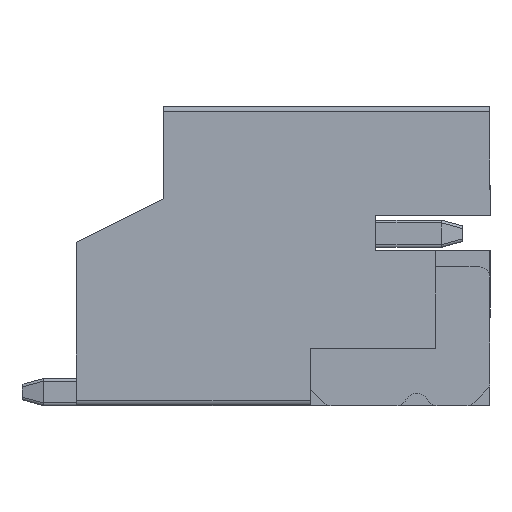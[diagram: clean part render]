
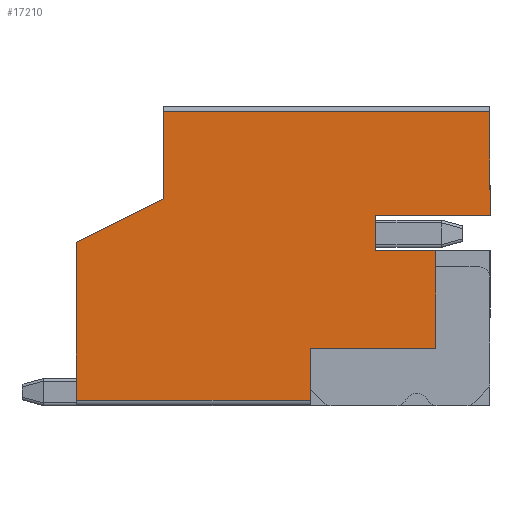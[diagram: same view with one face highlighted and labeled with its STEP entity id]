
A CAD part, left-side view. The second image highlights one B-rep face of the part: STEP entity #17210.
In plain terms, the highlighted planar face has unit normal (-1, 0, 0).
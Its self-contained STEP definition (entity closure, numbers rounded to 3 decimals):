
#393 = CARTESIAN_POINT ( 'NONE',  ( -4.95, 0.45, 2.85 ) ) ;
#432 = VECTOR ( 'NONE', #4783, 1000. ) ;
#970 = DIRECTION ( 'NONE',  ( 0., -0.894, 0.447 ) ) ;
#1292 = ORIENTED_EDGE ( 'NONE', *, *, #2452, .F. ) ;
#1306 = VERTEX_POINT ( 'NONE', #14346 ) ;
#1320 = EDGE_CURVE ( 'NONE', #20012, #18174, #19393, .T. ) ;
#1375 = EDGE_CURVE ( 'NONE', #8896, #5093, #2192, .T. ) ;
#1540 = CARTESIAN_POINT ( 'NONE',  ( -4.95, -0.65, 2.85 ) ) ;
#1594 = ORIENTED_EDGE ( 'NONE', *, *, #6726, .T. ) ;
#1617 = VERTEX_POINT ( 'NONE', #11261 ) ;
#1914 = ORIENTED_EDGE ( 'NONE', *, *, #21033, .F. ) ;
#2192 = LINE ( 'NONE', #5729, #7633 ) ;
#2304 = DIRECTION ( 'NONE',  ( 0., 1., 0. ) ) ;
#2411 = DIRECTION ( 'NONE',  ( 0., -1., 0. ) ) ;
#2452 = EDGE_CURVE ( 'NONE', #8896, #1617, #4029, .T. ) ;
#2617 = VERTEX_POINT ( 'NONE', #16704 ) ;
#2945 = CARTESIAN_POINT ( 'NONE',  ( -4.95, 4.35, 5.4 ) ) ;
#3017 = DIRECTION ( 'NONE',  ( 1., 0., 0. ) ) ;
#3174 = DIRECTION ( 'NONE',  ( 0., 0., -1. ) ) ;
#4029 = LINE ( 'NONE', #9353, #19354 ) ;
#4133 = DIRECTION ( 'NONE',  ( 0., 0., -1. ) ) ;
#4268 = VECTOR ( 'NONE', #12721, 1000. ) ;
#4783 = DIRECTION ( 'NONE',  ( 0., 0., -1. ) ) ;
#4952 = EDGE_CURVE ( 'NONE', #20012, #8892, #10659, .T. ) ;
#5004 = FACE_OUTER_BOUND ( 'NONE', #20443, .T. ) ;
#5093 = VERTEX_POINT ( 'NONE', #393 ) ;
#5112 = DIRECTION ( 'NONE',  ( 0., -1., 0. ) ) ;
#5332 = VECTOR ( 'NONE', #9432, 1000. ) ;
#5729 = CARTESIAN_POINT ( 'NONE',  ( -4.95, 0.45, 2.85 ) ) ;
#6130 = VECTOR ( 'NONE', #18407, 1000. ) ;
#6329 = CARTESIAN_POINT ( 'NONE',  ( -4.95, 0.45, 3.5 ) ) ;
#6379 = LINE ( 'NONE', #15699, #10361 ) ;
#6697 = ORIENTED_EDGE ( 'NONE', *, *, #8780, .F. ) ;
#6726 = EDGE_CURVE ( 'NONE', #20459, #7947, #11165, .T. ) ;
#6949 = CARTESIAN_POINT ( 'NONE',  ( -4.95, -1.65, 5.5 ) ) ;
#7449 = DIRECTION ( 'NONE',  ( 0., -1., 0. ) ) ;
#7633 = VECTOR ( 'NONE', #2304, 1000. ) ;
#7947 = VERTEX_POINT ( 'NONE', #10179 ) ;
#8780 = EDGE_CURVE ( 'NONE', #18174, #18100, #6379, .T. ) ;
#8892 = VERTEX_POINT ( 'NONE', #12294 ) ;
#8896 = VERTEX_POINT ( 'NONE', #1540 ) ;
#9353 = CARTESIAN_POINT ( 'NONE',  ( -4.95, -0.65, 2.85 ) ) ;
#9432 = DIRECTION ( 'NONE',  ( 0., 0., -1. ) ) ;
#9571 = CARTESIAN_POINT ( 'NONE',  ( -4.95, 5.95, 0.1 ) ) ;
#9865 = EDGE_CURVE ( 'NONE', #1306, #7947, #21027, .T. ) ;
#10179 = CARTESIAN_POINT ( 'NONE',  ( -4.95, -1.65, 3.5 ) ) ;
#10236 = ORIENTED_EDGE ( 'NONE', *, *, #17060, .T. ) ;
#10361 = VECTOR ( 'NONE', #970, 1000. ) ;
#10366 = ORIENTED_EDGE ( 'NONE', *, *, #19146, .T. ) ;
#10659 = LINE ( 'NONE', #13855, #19921 ) ;
#10708 = EDGE_CURVE ( 'NONE', #19666, #18100, #19035, .T. ) ;
#11165 = LINE ( 'NONE', #20540, #22086 ) ;
#11261 = CARTESIAN_POINT ( 'NONE',  ( -4.95, -0.65, 1.05 ) ) ;
#11307 = CARTESIAN_POINT ( 'NONE',  ( -4.95, 1.65, 0. ) ) ;
#11917 = DIRECTION ( 'NONE',  ( 0., 1., 0. ) ) ;
#12215 = PLANE ( 'NONE',  #23036 ) ;
#12255 = ORIENTED_EDGE ( 'NONE', *, *, #1320, .F. ) ;
#12294 = CARTESIAN_POINT ( 'NONE',  ( -4.95, 1.65, 0.1 ) ) ;
#12352 = DIRECTION ( 'NONE',  ( 0., 1., 0. ) ) ;
#12721 = DIRECTION ( 'NONE',  ( 0., 0., 1. ) ) ;
#12994 = VECTOR ( 'NONE', #3174, 1000. ) ;
#13855 = CARTESIAN_POINT ( 'NONE',  ( -4.95, 4.35, 0.1 ) ) ;
#14346 = CARTESIAN_POINT ( 'NONE',  ( -4.95, -1.65, 5.4 ) ) ;
#15699 = CARTESIAN_POINT ( 'NONE',  ( -4.95, 5.95, 3. ) ) ;
#15957 = VECTOR ( 'NONE', #11917, 1000. ) ;
#16704 = CARTESIAN_POINT ( 'NONE',  ( -4.95, 1.65, 1.05 ) ) ;
#17060 = EDGE_CURVE ( 'NONE', #1306, #19666, #23005, .T. ) ;
#17210 = ADVANCED_FACE ( 'NONE', ( #5004 ), #12215, .F. ) ;
#17925 = ORIENTED_EDGE ( 'NONE', *, *, #9865, .F. ) ;
#18100 = VERTEX_POINT ( 'NONE', #18872 ) ;
#18174 = VERTEX_POINT ( 'NONE', #19327 ) ;
#18407 = DIRECTION ( 'NONE',  ( 0., 0., 1. ) ) ;
#18482 = ORIENTED_EDGE ( 'NONE', *, *, #1375, .T. ) ;
#18872 = CARTESIAN_POINT ( 'NONE',  ( -4.95, 4.35, 3.8 ) ) ;
#19035 = LINE ( 'NONE', #19377, #432 ) ;
#19146 = EDGE_CURVE ( 'NONE', #2617, #1617, #21877, .T. ) ;
#19327 = CARTESIAN_POINT ( 'NONE',  ( -4.95, 5.95, 3. ) ) ;
#19354 = VECTOR ( 'NONE', #4133, 1000. ) ;
#19377 = CARTESIAN_POINT ( 'NONE',  ( -4.95, 4.35, 5.5 ) ) ;
#19393 = LINE ( 'NONE', #22869, #4268 ) ;
#19666 = VERTEX_POINT ( 'NONE', #20093 ) ;
#19921 = VECTOR ( 'NONE', #5112, 1000. ) ;
#19989 = ORIENTED_EDGE ( 'NONE', *, *, #10708, .T. ) ;
#20012 = VERTEX_POINT ( 'NONE', #9571 ) ;
#20085 = ORIENTED_EDGE ( 'NONE', *, *, #4952, .T. ) ;
#20093 = CARTESIAN_POINT ( 'NONE',  ( -4.95, 4.35, 5.4 ) ) ;
#20337 = LINE ( 'NONE', #11307, #5332 ) ;
#20402 = LINE ( 'NONE', #22363, #6130 ) ;
#20443 = EDGE_LOOP ( 'NONE', ( #12255, #20085, #1914, #10366, #1292, #18482, #23210, #1594, #17925, #10236, #19989, #6697 ) ) ;
#20459 = VERTEX_POINT ( 'NONE', #6329 ) ;
#20540 = CARTESIAN_POINT ( 'NONE',  ( -4.95, 0.45, 3.5 ) ) ;
#20665 = VECTOR ( 'NONE', #7449, 1000. ) ;
#21027 = LINE ( 'NONE', #6949, #12994 ) ;
#21033 = EDGE_CURVE ( 'NONE', #2617, #8892, #20337, .T. ) ;
#21719 = EDGE_CURVE ( 'NONE', #5093, #20459, #20402, .T. ) ;
#21769 = CARTESIAN_POINT ( 'NONE',  ( -4.95, 1.65, 1.05 ) ) ;
#21877 = LINE ( 'NONE', #21769, #20665 ) ;
#22086 = VECTOR ( 'NONE', #2411, 1000. ) ;
#22363 = CARTESIAN_POINT ( 'NONE',  ( -4.95, 0.45, 3.5 ) ) ;
#22869 = CARTESIAN_POINT ( 'NONE',  ( -4.95, 5.95, 0. ) ) ;
#22957 = CARTESIAN_POINT ( 'NONE',  ( -4.95, 4.35, 5.5 ) ) ;
#23005 = LINE ( 'NONE', #2945, #15957 ) ;
#23036 = AXIS2_PLACEMENT_3D ( 'NONE', #22957, #3017, #12352 ) ;
#23210 = ORIENTED_EDGE ( 'NONE', *, *, #21719, .T. ) ;
